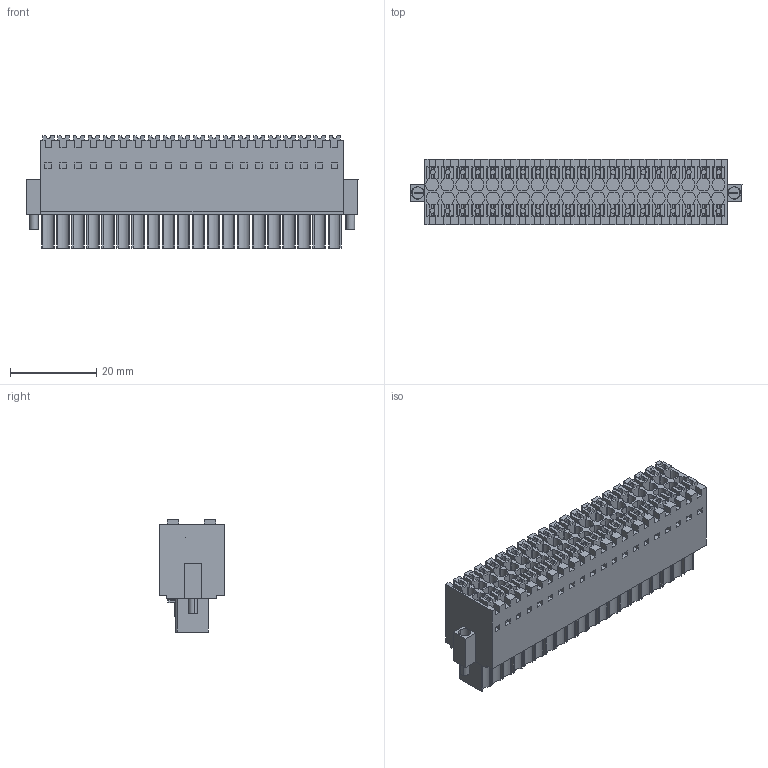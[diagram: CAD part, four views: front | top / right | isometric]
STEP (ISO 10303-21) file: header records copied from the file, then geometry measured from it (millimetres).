
FILE_DESCRIPTION(('CATIA V5 STEP Exchange','CAx-IF Rec.Pracs.--- Model Styling and Organization---1.4--- 2014-01-23'),'2;1');
FILE_NAME ('D1489335_0_2558570000_2558570000.stp','2022-08-08T07:02:11+00:00',('none'),('Weidmueller'),'CATIA Version 5-6 Release 2016 SP3 HF44','CATIA V5 STEP AP214','none');
FILE_SCHEMA(('AUTOMOTIVE_DESIGN { 1 0 10303 214 1 1 1 1 }'));
Products named in the file (1): 2558570000
Bounding box: 77.15 x 15.2 x 26.05 mm (x, y, z)
Volume: 20316.1 mm3; surface area: 14553.1 mm2
Topology: 43 solids, 43 shells, 2090 faces, 5820 edges, 3880 vertices
Faces by surface type: plane 1874, cylinder 216
Entity records: 61988 total; most frequent: CARTESIAN_POINT 12706, ORIENTED_EDGE 11640, DIRECTION 7694, EDGE_CURVE 5820, VECTOR 4980, LINE 4980, VERTEX_POINT 3880, EDGE_LOOP 2238
